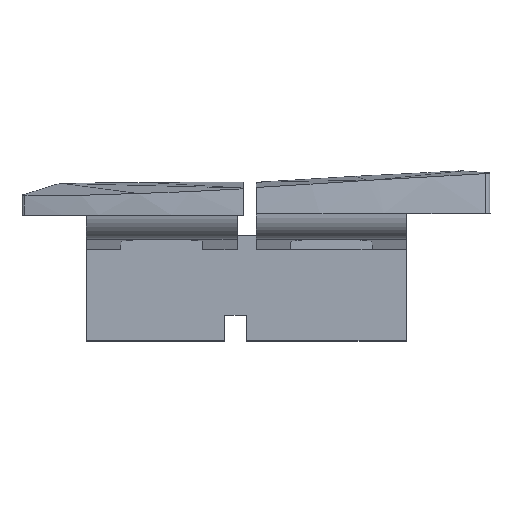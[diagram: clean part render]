
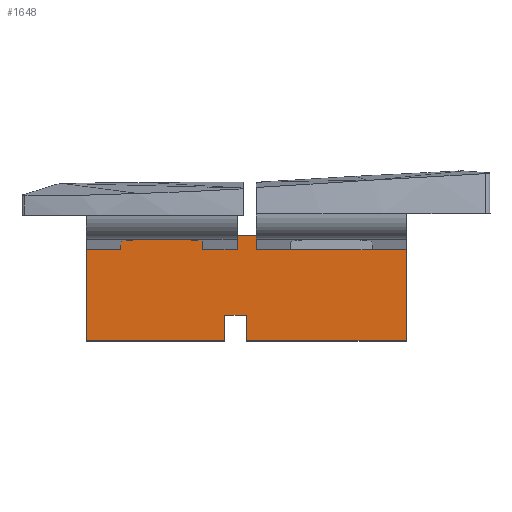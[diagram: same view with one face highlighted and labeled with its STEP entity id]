
A CAD part, top view. The second image highlights one B-rep face of the part: STEP entity #1648.
In plain terms, the highlighted planar face has unit normal (0, 0, 1).
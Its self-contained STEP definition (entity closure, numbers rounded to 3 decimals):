
#93=PLANE('',#1767);
#173=FACE_OUTER_BOUND('',#257,.T.);
#257=EDGE_LOOP('',(#1453,#1454,#1455,#1456,#1457,#1458,#1459,#1460,#1461,
#1462,#1463,#1464,#1465,#1466,#1467,#1468,#1469,#1470,#1471,#1472));
#305=LINE('',#2230,#492);
#317=LINE('',#2268,#504);
#322=LINE('',#2277,#509);
#326=LINE('',#2284,#513);
#330=LINE('',#2297,#517);
#349=LINE('',#2340,#536);
#388=LINE('',#2648,#575);
#395=LINE('',#2660,#582);
#397=LINE('',#2663,#584);
#401=LINE('',#2671,#588);
#417=LINE('',#2701,#604);
#446=LINE('',#2837,#633);
#447=LINE('',#2838,#634);
#448=LINE('',#2840,#635);
#449=LINE('',#2842,#636);
#450=LINE('',#2844,#637);
#451=LINE('',#2846,#638);
#452=LINE('',#2848,#639);
#453=LINE('',#2850,#640);
#454=LINE('',#2851,#641);
#492=VECTOR('',#1819,10.);
#504=VECTOR('',#1853,10.);
#509=VECTOR('',#1860,10.);
#513=VECTOR('',#1864,10.);
#517=VECTOR('',#1876,10.);
#536=VECTOR('',#1905,10.);
#575=VECTOR('',#1992,10.);
#582=VECTOR('',#2005,10.);
#584=VECTOR('',#2009,10.);
#588=VECTOR('',#2017,10.);
#604=VECTOR('',#2043,10.);
#633=VECTOR('',#2114,10.);
#634=VECTOR('',#2115,10.);
#635=VECTOR('',#2116,10.);
#636=VECTOR('',#2117,10.);
#637=VECTOR('',#2118,10.);
#638=VECTOR('',#2119,10.);
#639=VECTOR('',#2120,10.);
#640=VECTOR('',#2121,10.);
#641=VECTOR('',#2122,10.);
#698=VERTEX_POINT('',#2227);
#699=VERTEX_POINT('',#2229);
#713=VERTEX_POINT('',#2265);
#714=VERTEX_POINT('',#2267);
#716=VERTEX_POINT('',#2274);
#717=VERTEX_POINT('',#2276);
#720=VERTEX_POINT('',#2282);
#725=VERTEX_POINT('',#2296);
#744=VERTEX_POINT('',#2339);
#786=VERTEX_POINT('',#2645);
#787=VERTEX_POINT('',#2647);
#789=VERTEX_POINT('',#2656);
#791=VERTEX_POINT('',#2669);
#800=VERTEX_POINT('',#2699);
#825=VERTEX_POINT('',#2839);
#826=VERTEX_POINT('',#2841);
#827=VERTEX_POINT('',#2843);
#828=VERTEX_POINT('',#2845);
#829=VERTEX_POINT('',#2847);
#830=VERTEX_POINT('',#2849);
#862=EDGE_CURVE('',#698,#699,#305,.T.);
#880=EDGE_CURVE('',#713,#714,#317,.T.);
#885=EDGE_CURVE('',#716,#717,#322,.T.);
#889=EDGE_CURVE('',#720,#713,#326,.T.);
#895=EDGE_CURVE('',#717,#725,#330,.T.);
#917=EDGE_CURVE('',#744,#699,#349,.T.);
#980=EDGE_CURVE('',#786,#787,#388,.T.);
#987=EDGE_CURVE('',#789,#698,#395,.T.);
#989=EDGE_CURVE('',#787,#789,#397,.T.);
#993=EDGE_CURVE('',#716,#791,#401,.T.);
#1009=EDGE_CURVE('',#720,#800,#417,.T.);
#1048=EDGE_CURVE('',#786,#725,#446,.T.);
#1049=EDGE_CURVE('',#714,#791,#447,.T.);
#1050=EDGE_CURVE('',#800,#825,#448,.T.);
#1051=EDGE_CURVE('',#825,#826,#449,.T.);
#1052=EDGE_CURVE('',#826,#827,#450,.T.);
#1053=EDGE_CURVE('',#827,#828,#451,.T.);
#1054=EDGE_CURVE('',#828,#829,#452,.T.);
#1055=EDGE_CURVE('',#829,#830,#453,.T.);
#1056=EDGE_CURVE('',#830,#744,#454,.T.);
#1453=ORIENTED_EDGE('',*,*,#917,.T.);
#1454=ORIENTED_EDGE('',*,*,#862,.F.);
#1455=ORIENTED_EDGE('',*,*,#987,.F.);
#1456=ORIENTED_EDGE('',*,*,#989,.F.);
#1457=ORIENTED_EDGE('',*,*,#980,.F.);
#1458=ORIENTED_EDGE('',*,*,#1048,.T.);
#1459=ORIENTED_EDGE('',*,*,#895,.F.);
#1460=ORIENTED_EDGE('',*,*,#885,.F.);
#1461=ORIENTED_EDGE('',*,*,#993,.T.);
#1462=ORIENTED_EDGE('',*,*,#1049,.F.);
#1463=ORIENTED_EDGE('',*,*,#880,.F.);
#1464=ORIENTED_EDGE('',*,*,#889,.F.);
#1465=ORIENTED_EDGE('',*,*,#1009,.T.);
#1466=ORIENTED_EDGE('',*,*,#1050,.T.);
#1467=ORIENTED_EDGE('',*,*,#1051,.T.);
#1468=ORIENTED_EDGE('',*,*,#1052,.T.);
#1469=ORIENTED_EDGE('',*,*,#1053,.T.);
#1470=ORIENTED_EDGE('',*,*,#1054,.T.);
#1471=ORIENTED_EDGE('',*,*,#1055,.T.);
#1472=ORIENTED_EDGE('',*,*,#1056,.T.);
#1648=ADVANCED_FACE('',(#173),#93,.T.);
#1767=AXIS2_PLACEMENT_3D('',#2836,#2112,#2113);
#1819=DIRECTION('',(1.,0.,0.));
#1853=DIRECTION('',(0.,1.,0.));
#1860=DIRECTION('',(1.,0.,0.));
#1864=DIRECTION('',(1.,0.,0.));
#1876=DIRECTION('',(0.,1.,0.));
#1905=DIRECTION('',(0.,1.,0.));
#1992=DIRECTION('',(0.,-1.,0.));
#2005=DIRECTION('',(1.,0.,0.));
#2009=DIRECTION('',(1.,0.,0.));
#2017=DIRECTION('',(0.,1.,0.));
#2043=DIRECTION('',(0.,1.,0.));
#2112=DIRECTION('center_axis',(0.,0.,1.));
#2113=DIRECTION('ref_axis',(1.,0.,0.));
#2114=DIRECTION('',(-1.,0.,0.));
#2115=DIRECTION('',(1.,0.,0.));
#2116=DIRECTION('',(-1.,0.,0.));
#2117=DIRECTION('',(0.,-1.,0.));
#2118=DIRECTION('',(1.,0.,0.));
#2119=DIRECTION('',(0.,1.,0.));
#2120=DIRECTION('',(1.,0.,0.));
#2121=DIRECTION('',(0.,-1.,0.));
#2122=DIRECTION('',(1.,0.,0.));
#2227=CARTESIAN_POINT('',(8.47,-0.032,2.));
#2229=CARTESIAN_POINT('',(10.971,-0.032,2.));
#2230=CARTESIAN_POINT('',(-0.362,-0.032,2.));
#2265=CARTESIAN_POINT('',(-9.92,-0.032,2.));
#2267=CARTESIAN_POINT('',(-9.92,1.218,2.));
#2268=CARTESIAN_POINT('',(-9.92,0.,2.));
#2274=CARTESIAN_POINT('',(-3.9,-0.032,2.));
#2276=CARTESIAN_POINT('',(-1.4,-0.032,2.));
#2277=CARTESIAN_POINT('',(-1.062,-0.032,2.));
#2282=CARTESIAN_POINT('',(-12.42,-0.032,2.));
#2284=CARTESIAN_POINT('',(-1.062,-0.032,2.));
#2296=CARTESIAN_POINT('',(-1.4,0.989,2.));
#2297=CARTESIAN_POINT('',(-1.4,-0.955,2.));
#2339=CARTESIAN_POINT('',(10.971,-6.719,2.));
#2340=CARTESIAN_POINT('',(10.971,-2.836,2.));
#2645=CARTESIAN_POINT('',(0.,0.989,2.));
#2647=CARTESIAN_POINT('',(0.,-0.032,2.));
#2648=CARTESIAN_POINT('',(0.,-0.955,2.));
#2656=CARTESIAN_POINT('',(2.5,-0.032,2.));
#2660=CARTESIAN_POINT('',(-0.362,-0.032,2.));
#2663=CARTESIAN_POINT('',(-0.362,-0.032,2.));
#2669=CARTESIAN_POINT('',(-3.9,1.218,2.));
#2671=CARTESIAN_POINT('',(-3.9,0.,2.));
#2699=CARTESIAN_POINT('',(-12.42,0.989,2.));
#2701=CARTESIAN_POINT('',(-12.42,-0.955,2.));
#2836=CARTESIAN_POINT('Origin',(-0.724,-2.865,2.));
#2837=CARTESIAN_POINT('',(-12.421,0.989,2.));
#2838=CARTESIAN_POINT('',(-2.65,1.218,2.));
#2839=CARTESIAN_POINT('',(-12.421,0.989,2.));
#2840=CARTESIAN_POINT('',(-12.421,0.989,2.));
#2841=CARTESIAN_POINT('',(-12.421,-6.719,2.));
#2842=CARTESIAN_POINT('',(-12.421,-6.719,2.));
#2843=CARTESIAN_POINT('',(-2.301,-6.719,2.));
#2844=CARTESIAN_POINT('',(-2.301,-6.719,2.));
#2845=CARTESIAN_POINT('',(-2.301,-4.848,2.));
#2846=CARTESIAN_POINT('',(-2.301,-4.848,2.));
#2847=CARTESIAN_POINT('',(-0.724,-4.848,2.));
#2848=CARTESIAN_POINT('',(-0.724,-4.848,2.));
#2849=CARTESIAN_POINT('',(-0.724,-6.719,2.));
#2850=CARTESIAN_POINT('',(-0.724,-6.719,2.));
#2851=CARTESIAN_POINT('',(10.972,-6.719,2.));
